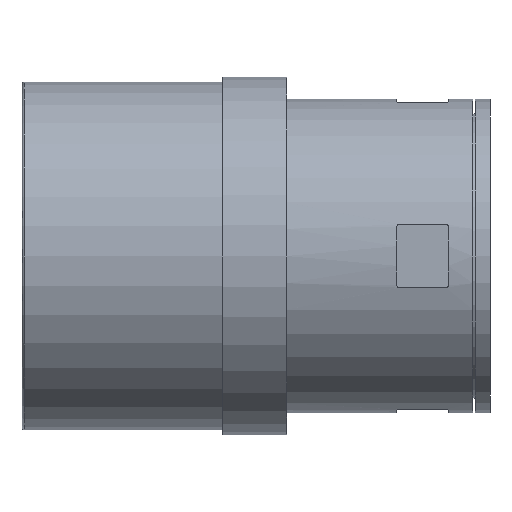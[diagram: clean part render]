
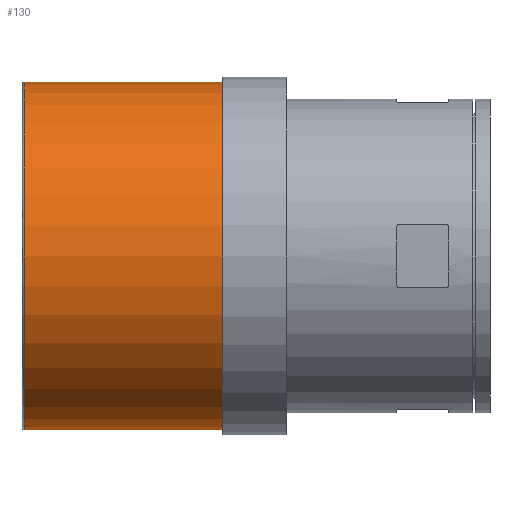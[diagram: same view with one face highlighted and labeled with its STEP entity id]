
A CAD part, front view. The second image highlights one B-rep face of the part: STEP entity #130.
In plain terms, the highlighted cylindrical face has radius 35.49 mm (diameter 70.98 mm), a full revolution.
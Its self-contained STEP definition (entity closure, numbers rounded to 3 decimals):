
#130 = ADVANCED_FACE( '', ( #267, #268 ), #269, .T. );
#267 = FACE_OUTER_BOUND( '', #409, .T. );
#268 = FACE_OUTER_BOUND( '', #410, .T. );
#269 = CYLINDRICAL_SURFACE( '', #411, 35.49 );
#409 = EDGE_LOOP( '', ( #813 ) );
#410 = EDGE_LOOP( '', ( #814 ) );
#411 = AXIS2_PLACEMENT_3D( '', #815, #816, #817 );
#813 = ORIENTED_EDGE( '', *, *, #943, .F. );
#814 = ORIENTED_EDGE( '', *, *, #944, .T. );
#815 = CARTESIAN_POINT( '', ( 47.75, 0., 0. ) );
#816 = DIRECTION( '', ( -1., 0., 0. ) );
#817 = DIRECTION( '', ( 0., 0., -1. ) );
#943 = EDGE_CURVE( '', #1144, #1144, #1145, .T. );
#944 = EDGE_CURVE( '', #1146, #1146, #1147, .T. );
#1144 = VERTEX_POINT( '', #1484 );
#1145 = CIRCLE( '', #1485, 35.49 );
#1146 = VERTEX_POINT( '', #1486 );
#1147 = CIRCLE( '', #1487, 35.49 );
#1484 = CARTESIAN_POINT( '', ( -6.75, 0., -35.49 ) );
#1485 = AXIS2_PLACEMENT_3D( '', #1675, #1676, #1677 );
#1486 = CARTESIAN_POINT( '', ( -47.25, 0., -35.49 ) );
#1487 = AXIS2_PLACEMENT_3D( '', #1678, #1679, #1680 );
#1675 = CARTESIAN_POINT( '', ( -6.75, 0., 0. ) );
#1676 = DIRECTION( '', ( 1., 0., 0. ) );
#1677 = DIRECTION( '', ( 0., 0., -1. ) );
#1678 = CARTESIAN_POINT( '', ( -47.25, 0., 0. ) );
#1679 = DIRECTION( '', ( 1., 0., 0. ) );
#1680 = DIRECTION( '', ( 0., 0., -1. ) );
